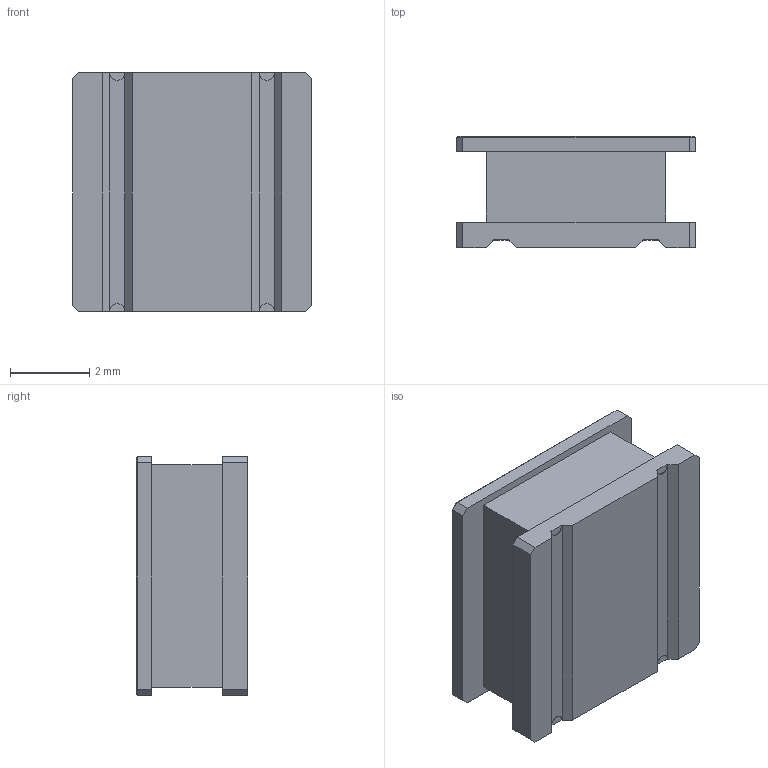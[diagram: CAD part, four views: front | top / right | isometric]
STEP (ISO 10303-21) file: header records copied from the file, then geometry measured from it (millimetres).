
FILE_DESCRIPTION (( 'STEP AP214' ), '1' );
FILE_NAME ('ASPI-0628.STEP', '2013-10-04T07:40:43', ( '' ), ( '' ), 'SwSTEP 2.0', 'SolidWorks 2012', '' );
FILE_SCHEMA (( 'AUTOMOTIVE_DESIGN' ));
Length unit declared in the file: inch
Products named in the file (1): ASPI-0628
Bounding box: 6 x 2.8 x 6 mm (x, y, z)
Volume: 80.4 mm3; surface area: 154.5 mm2
Topology: 1 solids, 1 shells, 165 faces, 422 edges, 276 vertices
Faces by surface type: plane 97, bspline 62, cylinder 6
Entity records: 9943 total; most frequent: CARTESIAN_POINT 4774, ORIENTED_EDGE 844, DIRECTION 518, EDGE_CURVE 422, LINE 286, VECTOR 286, VERTEX_POINT 276, EDGE_LOOP 182
